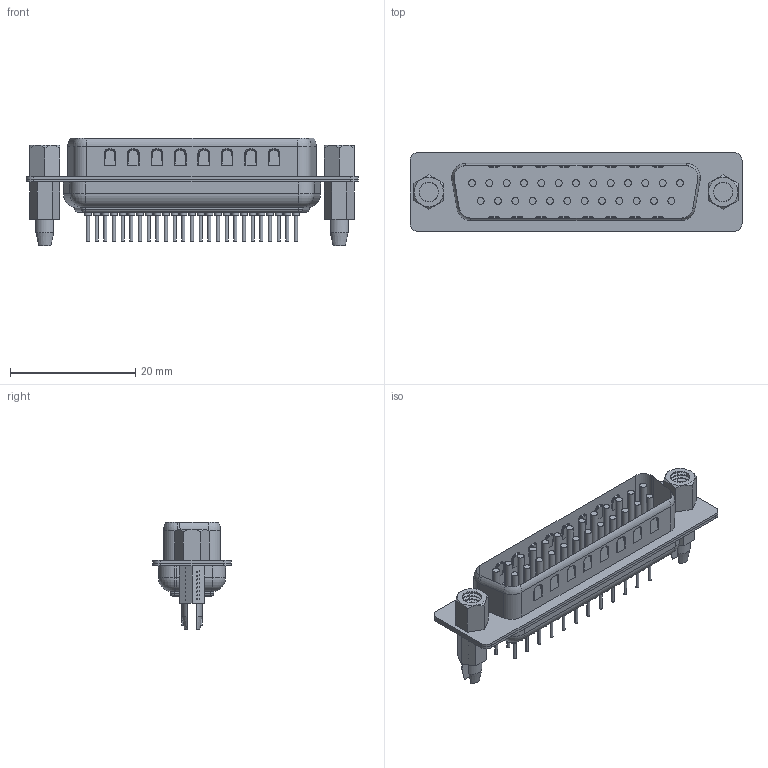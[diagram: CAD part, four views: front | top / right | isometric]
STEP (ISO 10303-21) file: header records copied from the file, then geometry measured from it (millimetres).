
FILE_DESCRIPTION(('CATIA V5 STEP Exchange','CAx-IF Rec.Pracs.--- Model Styling and Organization---1.4--- 2014-01-23'),'2;1');
FILE_NAME ('1171947-2_0', '2020-12-09T14:44:25+00:00', ('none'), ('Weidmueller'), 'CATIA Version 5-6 Release 2016 SP3 HF44', 'CATIA V5 STEP AP214', 'none');
FILE_SCHEMA(('AUTOMOTIVE_DESIGN { 1 0 10303 214 1 1 1 1 }'));
Products named in the file (1): 2707250000
Bounding box: 53.05 x 12.55 x 17.16 mm (x, y, z)
Volume: 3032 mm3; surface area: 7986.1 mm2
Topology: 32 solids, 32 shells, 1912 faces, 4256 edges, 2492 vertices
Faces by surface type: bspline 964, cylinder 614, plane 244, torus 76, cone 8, sphere 6
Entity records: 54999 total; most frequent: CARTESIAN_POINT 23648, ORIENTED_EDGE 8504, EDGE_CURVE 4252, DIRECTION 3624, VERTEX_POINT 2492, EDGE_LOOP 2112, ADVANCED_FACE 1912, FACE_OUTER_BOUND 1912
